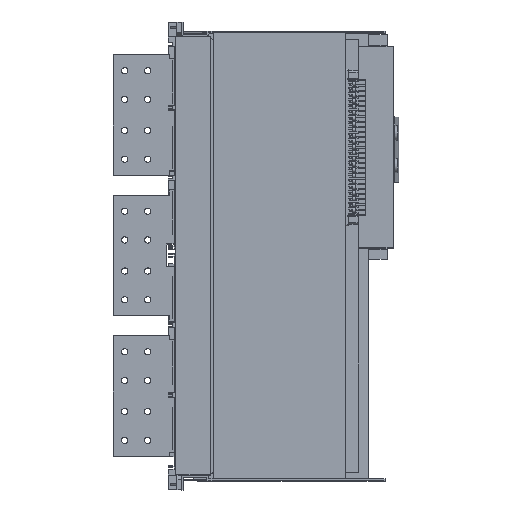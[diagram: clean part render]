
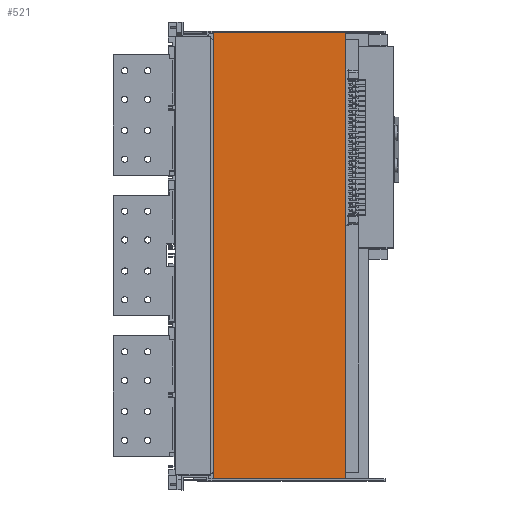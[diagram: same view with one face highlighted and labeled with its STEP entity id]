
A CAD part, top view. The second image highlights one B-rep face of the part: STEP entity #521.
In plain terms, the highlighted planar face has unit normal (0, 0, 1).
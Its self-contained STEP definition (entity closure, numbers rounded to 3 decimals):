
#521=ADVANCED_FACE('',(#8008),#8010,.T.);
#8008=FACE_BOUND('',#8009,.T.);
#8009=EDGE_LOOP('',(#21288,#21289,#21290,#21291));
#8010=PLANE('',#8011);
#8011=AXIS2_PLACEMENT_3D('',#8012,#8013,#8014);
#8012=CARTESIAN_POINT('',(61.,0.,242.));
#8013=DIRECTION('',(0.,0.,1.));
#8014=DIRECTION('',(-1.,0.,0.));
#21288=ORIENTED_EDGE('',*,*,#30927,.F.);
#21289=ORIENTED_EDGE('',*,*,#31347,.F.);
#21290=ORIENTED_EDGE('',*,*,#30809,.T.);
#21291=ORIENTED_EDGE('',*,*,#31207,.T.);
#30809=EDGE_CURVE('',#36049,#36047,#36050,.F.);
#30927=EDGE_CURVE('',#36273,#36275,#36276,.F.);
#31207=EDGE_CURVE('',#36047,#36275,#36779,.T.);
#31347=EDGE_CURVE('',#36049,#36273,#37056,.T.);
#36047=VERTEX_POINT('',#44834);
#36049=VERTEX_POINT('',#44838);
#36050=LINE('',#44839,#44840);
#36273=VERTEX_POINT('',#45333);
#36275=VERTEX_POINT('',#45337);
#36276=LINE('',#45338,#45339);
#36779=LINE('',#46408,#46409);
#37056=LINE('',#47033,#47034);
#44834=CARTESIAN_POINT('',(-170.,0.,242.));
#44838=CARTESIAN_POINT('',(61.,0.,242.));
#44839=CARTESIAN_POINT('',(-170.,0.,242.));
#44840=VECTOR('',#44841,1.);
#44841=DIRECTION('',(1.,0.,0.));
#45333=CARTESIAN_POINT('',(61.,-776.,242.));
#45337=CARTESIAN_POINT('',(-170.,-776.,242.));
#45338=CARTESIAN_POINT('',(-170.,-776.,242.));
#45339=VECTOR('',#45340,1.);
#45340=DIRECTION('',(1.,0.,0.));
#46408=CARTESIAN_POINT('',(-170.,0.,242.));
#46409=VECTOR('',#46410,1.);
#46410=DIRECTION('',(0.,-1.,0.));
#47033=CARTESIAN_POINT('',(61.,0.,242.));
#47034=VECTOR('',#47035,1.);
#47035=DIRECTION('',(0.,-1.,0.));
